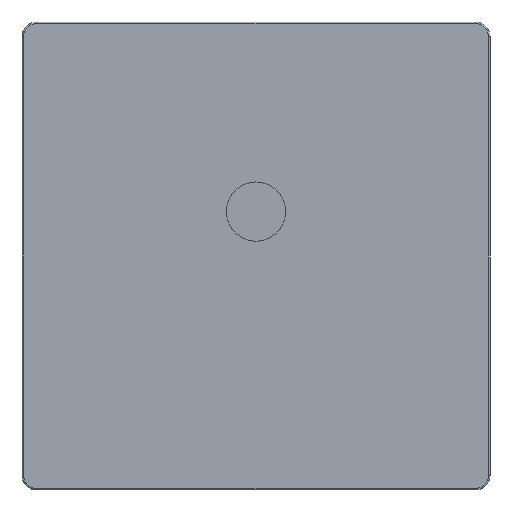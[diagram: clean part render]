
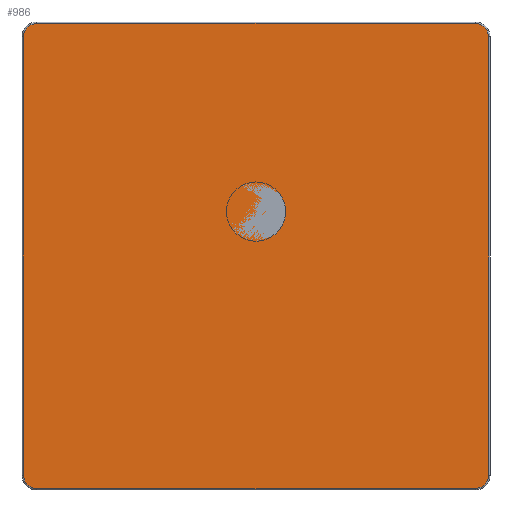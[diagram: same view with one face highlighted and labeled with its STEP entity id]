
A CAD part, left-side view. The second image highlights one B-rep face of the part: STEP entity #986.
In plain terms, the highlighted planar face has unit normal (-1, 0, 0).
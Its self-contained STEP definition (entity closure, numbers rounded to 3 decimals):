
#41=ELLIPSE('',#1086,4.505,4.5);
#42=ELLIPSE('',#1087,4.505,4.5);
#43=ELLIPSE('',#1088,4.505,4.5);
#44=ELLIPSE('',#1089,4.505,4.5);
#119=LINE('',#1551,#143);
#120=LINE('',#1555,#144);
#121=LINE('',#1559,#145);
#122=LINE('',#1563,#146);
#143=VECTOR('',#1209,1000.);
#144=VECTOR('',#1212,1000.);
#145=VECTOR('',#1215,1000.);
#146=VECTOR('',#1218,1000.);
#237=ORIENTED_EDGE('',*,*,#455,.T.);
#238=ORIENTED_EDGE('',*,*,#456,.T.);
#239=ORIENTED_EDGE('',*,*,#457,.T.);
#240=ORIENTED_EDGE('',*,*,#458,.T.);
#241=ORIENTED_EDGE('',*,*,#459,.T.);
#242=ORIENTED_EDGE('',*,*,#460,.T.);
#243=ORIENTED_EDGE('',*,*,#461,.T.);
#244=ORIENTED_EDGE('',*,*,#462,.T.);
#455=EDGE_CURVE('',#565,#566,#41,.F.);
#456=EDGE_CURVE('',#566,#567,#119,.T.);
#457=EDGE_CURVE('',#567,#568,#42,.F.);
#458=EDGE_CURVE('',#568,#569,#120,.T.);
#459=EDGE_CURVE('',#569,#570,#43,.F.);
#460=EDGE_CURVE('',#570,#571,#121,.T.);
#461=EDGE_CURVE('',#571,#572,#44,.F.);
#462=EDGE_CURVE('',#572,#565,#122,.T.);
#565=VERTEX_POINT('',#1549);
#566=VERTEX_POINT('',#1550);
#567=VERTEX_POINT('',#1552);
#568=VERTEX_POINT('',#1554);
#569=VERTEX_POINT('',#1556);
#570=VERTEX_POINT('',#1558);
#571=VERTEX_POINT('',#1560);
#572=VERTEX_POINT('',#1562);
#647=EDGE_LOOP('',(#237,#238,#239,#240,#241,#242,#243,#244));
#733=FACE_BOUND('',#647,.T.);
#816=PLANE('',#1085);
#986=ADVANCED_FACE('',(#733),#816,.F.);
#1085=AXIS2_PLACEMENT_3D('',#1547,#1205,#1206);
#1086=AXIS2_PLACEMENT_3D('',#1548,#1207,#1208);
#1087=AXIS2_PLACEMENT_3D('',#1553,#1210,#1211);
#1088=AXIS2_PLACEMENT_3D('',#1557,#1213,#1214);
#1089=AXIS2_PLACEMENT_3D('',#1561,#1216,#1217);
#1205=DIRECTION('',(1.,0.,0.));
#1206=DIRECTION('',(0.,1.,0.));
#1207=DIRECTION('',(1.,0.,0.));
#1208=DIRECTION('',(0.,0.707,0.707));
#1209=DIRECTION('',(0.,0.,-1.));
#1210=DIRECTION('',(1.,0.,0.));
#1211=DIRECTION('',(0.,0.707,-0.707));
#1212=DIRECTION('',(0.,-1.,0.));
#1213=DIRECTION('',(1.,0.,0.));
#1214=DIRECTION('',(0.,-0.707,-0.707));
#1215=DIRECTION('',(0.,0.,1.));
#1216=DIRECTION('',(1.,0.,0.));
#1217=DIRECTION('',(0.,-0.707,0.707));
#1218=DIRECTION('',(0.,1.,0.));
#1547=CARTESIAN_POINT('',(74.25,0.,0.));
#1548=CARTESIAN_POINT('',(74.25,73.979,73.979));
#1549=CARTESIAN_POINT('',(74.25,73.985,78.482));
#1550=CARTESIAN_POINT('',(74.25,78.482,73.985));
#1551=CARTESIAN_POINT('',(74.25,78.482,0.));
#1552=CARTESIAN_POINT('',(74.25,78.482,-73.985));
#1553=CARTESIAN_POINT('',(74.25,73.979,-73.979));
#1554=CARTESIAN_POINT('',(74.25,73.985,-78.482));
#1555=CARTESIAN_POINT('',(74.25,0.,-78.482));
#1556=CARTESIAN_POINT('',(74.25,-73.985,-78.482));
#1557=CARTESIAN_POINT('',(74.25,-73.979,-73.979));
#1558=CARTESIAN_POINT('',(74.25,-78.482,-73.985));
#1559=CARTESIAN_POINT('',(74.25,-78.482,0.));
#1560=CARTESIAN_POINT('',(74.25,-78.482,73.985));
#1561=CARTESIAN_POINT('',(74.25,-73.979,73.979));
#1562=CARTESIAN_POINT('',(74.25,-73.985,78.482));
#1563=CARTESIAN_POINT('',(74.25,0.,78.482));
